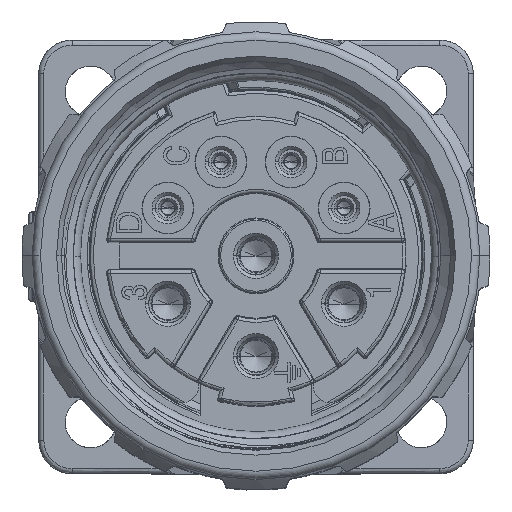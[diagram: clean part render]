
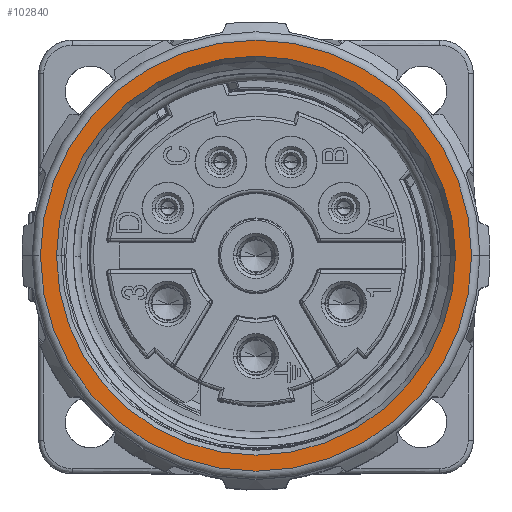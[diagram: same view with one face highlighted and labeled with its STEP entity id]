
A CAD part, top view. The second image highlights one B-rep face of the part: STEP entity #102840.
In plain terms, the highlighted planar face has unit normal (0, 0, 1).
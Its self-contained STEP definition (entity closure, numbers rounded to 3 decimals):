
#95088=CARTESIAN_POINT('',(0.,0.,45.75));
#95089=DIRECTION('',(0.,0.,1.));
#95090=DIRECTION('',(-1.,0.,0.));
#95091=AXIS2_PLACEMENT_3D('',#95088,#95089,#95090);
#95093=CARTESIAN_POINT('',(0.,0.,45.75));
#95094=DIRECTION('',(0.,0.,1.));
#95095=DIRECTION('',(1.,0.,0.));
#95096=AXIS2_PLACEMENT_3D('',#95093,#95094,#95095);
#95098=CARTESIAN_POINT('',(0.,0.,45.75));
#95099=DIRECTION('',(0.,0.,1.));
#95100=DIRECTION('',(1.,0.,0.));
#95101=AXIS2_PLACEMENT_3D('',#95098,#95099,#95100);
#95103=CARTESIAN_POINT('',(0.,0.,45.75));
#95104=DIRECTION('',(0.,0.,1.));
#95105=DIRECTION('',(-1.,0.,0.));
#95106=AXIS2_PLACEMENT_3D('',#95103,#95104,#95105);
#100046=CARTESIAN_POINT('',(11.939,0.,45.75));
#100047=CARTESIAN_POINT('',(-11.939,0.,45.75));
#100048=VERTEX_POINT('',#100046);
#100049=VERTEX_POINT('',#100047);
#100486=CARTESIAN_POINT('',(-12.9,0.,45.75));
#100487=CARTESIAN_POINT('',(12.9,0.,45.75));
#100488=VERTEX_POINT('',#100486);
#100489=VERTEX_POINT('',#100487);
#102824=CARTESIAN_POINT('',(0.,0.,45.75));
#102825=DIRECTION('',(0.,0.,-1.));
#102826=DIRECTION('',(1.,0.,0.));
#102827=AXIS2_PLACEMENT_3D('',#102824,#102825,#102826);
#102828=PLANE('',#102827);
#102829=ORIENTED_EDGE('',*,*,#102807,.F.);
#102831=ORIENTED_EDGE('',*,*,#102830,.F.);
#102832=EDGE_LOOP('',(#102829,#102831));
#102833=FACE_OUTER_BOUND('',#102832,.F.);
#102835=ORIENTED_EDGE('',*,*,#102834,.T.);
#102837=ORIENTED_EDGE('',*,*,#102836,.T.);
#102838=EDGE_LOOP('',(#102835,#102837));
#102839=FACE_BOUND('',#102838,.F.);
#102840=ADVANCED_FACE('',(#102833,#102839),#102828,.F.);
#95092=CIRCLE('',#95091,12.9);
#95097=CIRCLE('',#95096,12.9);
#95102=CIRCLE('',#95101,11.939);
#95107=CIRCLE('',#95106,11.939);
#102807=EDGE_CURVE('',#100488,#100489,#95092,.T.);
#102830=EDGE_CURVE('',#100489,#100488,#95097,.T.);
#102834=EDGE_CURVE('',#100048,#100049,#95102,.T.);
#102836=EDGE_CURVE('',#100049,#100048,#95107,.T.);
